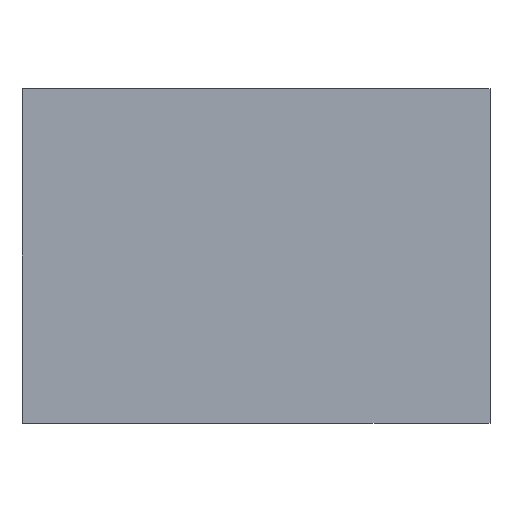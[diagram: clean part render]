
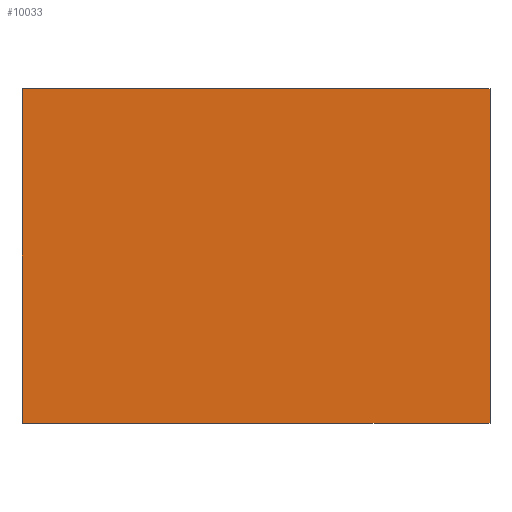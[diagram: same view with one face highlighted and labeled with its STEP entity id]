
A CAD part, left-side view. The second image highlights one B-rep face of the part: STEP entity #10033.
In plain terms, the highlighted planar face has unit normal (-1, 0, 0).
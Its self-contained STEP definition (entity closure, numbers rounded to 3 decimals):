
#1554=ORIENTED_EDGE('',*,*,#4022,.F.);
#1555=ORIENTED_EDGE('',*,*,#4023,.F.);
#1556=ORIENTED_EDGE('',*,*,#4024,.F.);
#1557=ORIENTED_EDGE('',*,*,#4025,.F.);
#4022=EDGE_CURVE('',#5308,#5309,#6376,.T.);
#4023=EDGE_CURVE('',#5310,#5308,#6377,.T.);
#4024=EDGE_CURVE('',#5311,#5310,#6378,.T.);
#4025=EDGE_CURVE('',#5309,#5311,#6379,.T.);
#5308=VERTEX_POINT('',#17546);
#5309=VERTEX_POINT('',#17547);
#5310=VERTEX_POINT('',#17549);
#5311=VERTEX_POINT('',#17551);
#6376=LINE('',#17545,#7596);
#6377=LINE('',#17548,#7597);
#6378=LINE('',#17550,#7598);
#6379=LINE('',#17552,#7599);
#7596=VECTOR('',#14617,1000.);
#7597=VECTOR('',#14618,1000.);
#7598=VECTOR('',#14619,1000.);
#7599=VECTOR('',#14620,1000.);
#8525=EDGE_LOOP('',(#1554,#1555,#1556,#1557));
#9071=FACE_BOUND('',#8525,.T.);
#9563=PLANE('',#12962);
#10033=ADVANCED_FACE('',(#9071),#9563,.F.);
#12962=AXIS2_PLACEMENT_3D('',#17544,#14615,#14616);
#14615=DIRECTION('',(1.,0.,0.));
#14616=DIRECTION('',(0.,1.,0.));
#14617=DIRECTION('',(0.,0.,-1.));
#14618=DIRECTION('',(0.,-1.,0.));
#14619=DIRECTION('',(0.,0.,1.));
#14620=DIRECTION('',(0.,1.,0.));
#17544=CARTESIAN_POINT('',(0.,0.,0.));
#17545=CARTESIAN_POINT('',(0.,-1.75,1.25));
#17546=CARTESIAN_POINT('',(0.,-1.75,1.25));
#17547=CARTESIAN_POINT('',(0.,-1.75,-1.25));
#17548=CARTESIAN_POINT('',(0.,1.75,1.25));
#17549=CARTESIAN_POINT('',(0.,1.75,1.25));
#17550=CARTESIAN_POINT('',(0.,1.75,-1.25));
#17551=CARTESIAN_POINT('',(0.,1.75,-1.25));
#17552=CARTESIAN_POINT('',(0.,-1.75,-1.25));
